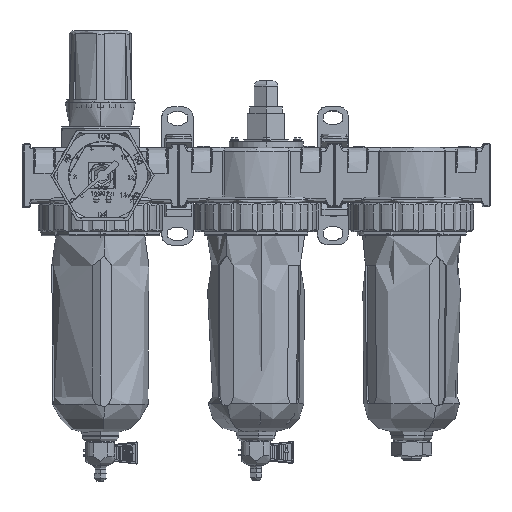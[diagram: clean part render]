
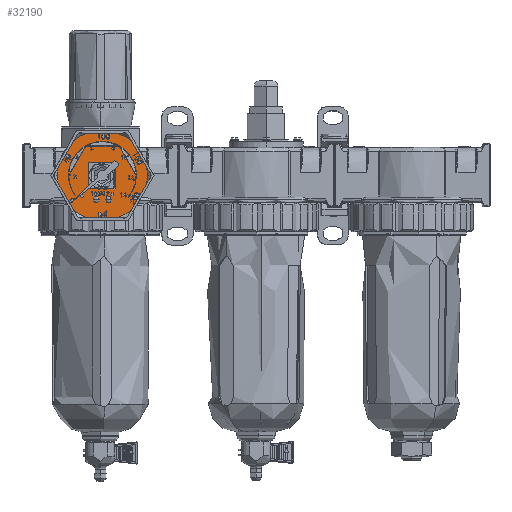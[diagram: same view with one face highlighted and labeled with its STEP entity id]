
A CAD part, top view. The second image highlights one B-rep face of the part: STEP entity #32190.
In plain terms, the highlighted face is planar.
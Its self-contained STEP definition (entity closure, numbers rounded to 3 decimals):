
#492 = FACE_BOUND ( 'NONE', #49468, .T. ) ;
#7808 = ORIENTED_EDGE ( 'NONE', *, *, #62195, .F. ) ;
#7899 = DIRECTION ( 'NONE',  ( 1., 0., 0. ) ) ;
#9921 = CARTESIAN_POINT ( 'NONE',  ( 25.8, 0., -27. ) ) ;
#10511 = PLANE ( 'NONE',  #34295 ) ;
#10581 = LINE ( 'NONE', #99268, #78044 ) ;
#10838 = CARTESIAN_POINT ( 'NONE',  ( 6.9, 6.9, -27. ) ) ;
#13548 = VERTEX_POINT ( 'NONE', #82312 ) ;
#14584 = LINE ( 'NONE', #93882, #58675 ) ;
#15299 = VERTEX_POINT ( 'NONE', #92429 ) ;
#15968 = CARTESIAN_POINT ( 'NONE',  ( -6.9, -6.9, -27. ) ) ;
#20751 = CARTESIAN_POINT ( 'NONE',  ( 0., 0., -27. ) ) ;
#24062 = EDGE_CURVE ( 'NONE', #73620, #65211, #48646, .T. ) ;
#29621 = DIRECTION ( 'NONE',  ( 1., 0., 0. ) ) ;
#31405 = AXIS2_PLACEMENT_3D ( 'NONE', #113441, #60686, #7899 ) ;
#32190 = ADVANCED_FACE ( 'NONE', ( #52867, #492 ), #10511, .F. ) ;
#32291 = DIRECTION ( 'NONE',  ( 0., 1., 0. ) ) ;
#34093 = EDGE_CURVE ( 'NONE', #85739, #13548, #36161, .T. ) ;
#34295 = AXIS2_PLACEMENT_3D ( 'NONE', #80978, #89849, #37143 ) ;
#35283 = CARTESIAN_POINT ( 'NONE',  ( -25.8, 0., -27. ) ) ;
#36051 = DIRECTION ( 'NONE',  ( -1., 0., 0. ) ) ;
#36161 = LINE ( 'NONE', #10838, #80175 ) ;
#37143 = DIRECTION ( 'NONE',  ( 1., 0., 0. ) ) ;
#38694 = ORIENTED_EDGE ( 'NONE', *, *, #67421, .F. ) ;
#39728 = ORIENTED_EDGE ( 'NONE', *, *, #51536, .F. ) ;
#45488 = EDGE_LOOP ( 'NONE', ( #51494, #7808 ) ) ;
#46577 = DIRECTION ( 'NONE',  ( 1., 0., 0. ) ) ;
#48646 = CIRCLE ( 'NONE', #31405, 25.8 ) ;
#48901 = AXIS2_PLACEMENT_3D ( 'NONE', #20751, #82371, #29621 ) ;
#49468 = EDGE_LOOP ( 'NONE', ( #92294, #38694, #39728, #62138 ) ) ;
#49881 = CARTESIAN_POINT ( 'NONE',  ( 6.9, 6.9, -27. ) ) ;
#51494 = ORIENTED_EDGE ( 'NONE', *, *, #24062, .F. ) ;
#51536 = EDGE_CURVE ( 'NONE', #78010, #15299, #14584, .T. ) ;
#52867 = FACE_OUTER_BOUND ( 'NONE', #45488, .T. ) ;
#54725 = DIRECTION ( 'NONE',  ( 0., -1., 0. ) ) ;
#58675 = VECTOR ( 'NONE', #32291, 1000. ) ;
#60686 = DIRECTION ( 'NONE',  ( 0., 0., 1. ) ) ;
#62138 = ORIENTED_EDGE ( 'NONE', *, *, #88687, .F. ) ;
#62195 = EDGE_CURVE ( 'NONE', #65211, #73620, #112842, .T. ) ;
#65211 = VERTEX_POINT ( 'NONE', #35283 ) ;
#67421 = EDGE_CURVE ( 'NONE', #15299, #85739, #10581, .T. ) ;
#67728 = LINE ( 'NONE', #71820, #88367 ) ;
#71820 = CARTESIAN_POINT ( 'NONE',  ( 6.9, -6.9, -27. ) ) ;
#73620 = VERTEX_POINT ( 'NONE', #9921 ) ;
#78010 = VERTEX_POINT ( 'NONE', #15968 ) ;
#78044 = VECTOR ( 'NONE', #46577, 1000. ) ;
#80175 = VECTOR ( 'NONE', #54725, 1000. ) ;
#80978 = CARTESIAN_POINT ( 'NONE',  ( 0., 0., -27. ) ) ;
#82312 = CARTESIAN_POINT ( 'NONE',  ( 6.9, -6.9, -27. ) ) ;
#82371 = DIRECTION ( 'NONE',  ( 0., 0., 1. ) ) ;
#85739 = VERTEX_POINT ( 'NONE', #49881 ) ;
#88367 = VECTOR ( 'NONE', #36051, 1000. ) ;
#88687 = EDGE_CURVE ( 'NONE', #13548, #78010, #67728, .T. ) ;
#89849 = DIRECTION ( 'NONE',  ( 0., 0., 1. ) ) ;
#92294 = ORIENTED_EDGE ( 'NONE', *, *, #34093, .F. ) ;
#92429 = CARTESIAN_POINT ( 'NONE',  ( -6.9, 6.9, -27. ) ) ;
#93882 = CARTESIAN_POINT ( 'NONE',  ( -6.9, 6.9, -27. ) ) ;
#99268 = CARTESIAN_POINT ( 'NONE',  ( 6.9, 6.9, -27. ) ) ;
#112842 = CIRCLE ( 'NONE', #48901, 25.8 ) ;
#113441 = CARTESIAN_POINT ( 'NONE',  ( 0., 0., -27. ) ) ;
